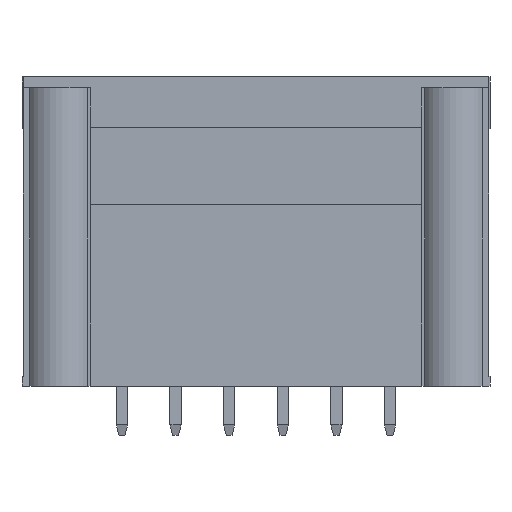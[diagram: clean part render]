
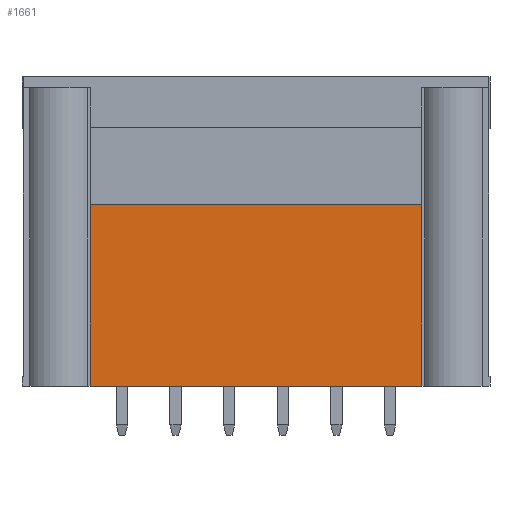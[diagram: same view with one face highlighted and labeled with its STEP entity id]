
A CAD part, front view. The second image highlights one B-rep face of the part: STEP entity #1661.
In plain terms, the highlighted planar face has unit normal (0, -1, 0).
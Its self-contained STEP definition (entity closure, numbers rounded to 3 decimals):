
#1661 = ADVANCED_FACE( '', ( #3888 ), #3889, .F. );
#3888 = FACE_OUTER_BOUND( '', #6834, .T. );
#3889 = PLANE( '', #6835 );
#6834 = EDGE_LOOP( '', ( #11266, #11267, #11268, #11269 ) );
#6835 = AXIS2_PLACEMENT_3D( '', #11270, #11271, #11272 );
#11266 = ORIENTED_EDGE( '', *, *, #19313, .F. );
#11267 = ORIENTED_EDGE( '', *, *, #18746, .T. );
#11268 = ORIENTED_EDGE( '', *, *, #19314, .F. );
#11269 = ORIENTED_EDGE( '', *, *, #19315, .T. );
#11270 = CARTESIAN_POINT( '', ( 27.695, -9.95, -9.1 ) );
#11271 = DIRECTION( '', ( 0., 1., 0. ) );
#11272 = DIRECTION( '', ( 0., 0., 1. ) );
#18746 = EDGE_CURVE( '', #22876, #22880, #22882, .T. );
#19313 = EDGE_CURVE( '', #22876, #23805, #23806, .T. );
#19314 = EDGE_CURVE( '', #23807, #22880, #23808, .T. );
#19315 = EDGE_CURVE( '', #23807, #23805, #23809, .T. );
#22876 = VERTEX_POINT( '', #28786 );
#22880 = VERTEX_POINT( '', #28792 );
#22882 = LINE( '', #28795, #28796 );
#23805 = VERTEX_POINT( '', #30144 );
#23806 = LINE( '', #30145, #30146 );
#23807 = VERTEX_POINT( '', #30147 );
#23808 = LINE( '', #30148, #30149 );
#23809 = LINE( '', #30150, #30151 );
#28786 = CARTESIAN_POINT( '', ( 11.775, -9.95, -9.1 ) );
#28792 = CARTESIAN_POINT( '', ( -11.775, -9.95, -9.1 ) );
#28795 = CARTESIAN_POINT( '', ( 27.695, -9.95, -9.1 ) );
#28796 = VECTOR( '', #35286, 1000. );
#30144 = CARTESIAN_POINT( '', ( 11.775, -9.95, -22. ) );
#30145 = CARTESIAN_POINT( '', ( 11.775, -9.95, -9.1 ) );
#30146 = VECTOR( '', #35787, 1000. );
#30147 = CARTESIAN_POINT( '', ( -11.775, -9.95, -22. ) );
#30148 = CARTESIAN_POINT( '', ( -11.775, -9.95, -9.1 ) );
#30149 = VECTOR( '', #35788, 1000. );
#30150 = CARTESIAN_POINT( '', ( 0., -9.95, -22. ) );
#30151 = VECTOR( '', #35789, 1000. );
#35286 = DIRECTION( '', ( -1., 0., 0. ) );
#35787 = DIRECTION( '', ( 0., 0., -1. ) );
#35788 = DIRECTION( '', ( 0., 0., 1. ) );
#35789 = DIRECTION( '', ( 1., 0., 0. ) );
